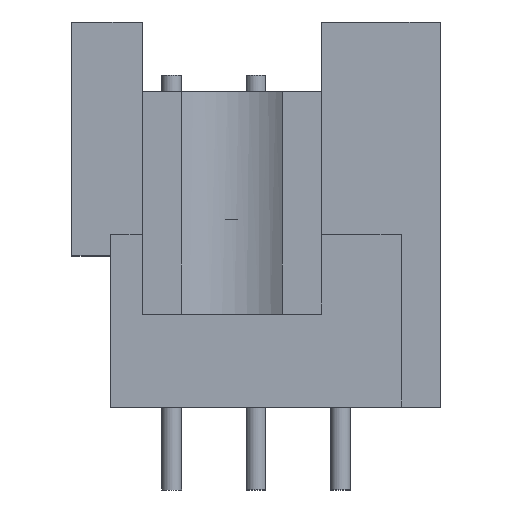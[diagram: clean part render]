
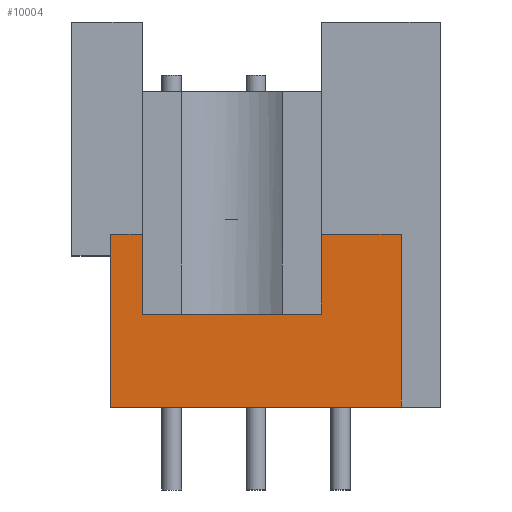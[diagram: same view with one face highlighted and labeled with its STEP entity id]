
A CAD part, front view. The second image highlights one B-rep face of the part: STEP entity #10004.
In plain terms, the highlighted free-form (B-spline) face has degree [1, 1] with [2, 2] control points.
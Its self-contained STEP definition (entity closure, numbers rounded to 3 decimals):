
#8806=CARTESIAN_POINT('',(6.915,-86.87,0.));
#8807=VERTEX_POINT('',#8806);
#8813=CARTESIAN_POINT('',(-1.835,-86.87,0.));
#8814=VERTEX_POINT('',#8813);
#8815=CARTESIAN_POINT('',(6.915,-86.87,0.));
#8816=CARTESIAN_POINT('',(-1.835,-86.87,0.));
#8817=B_SPLINE_CURVE_WITH_KNOTS('',1,(#8815,#8816),.UNSPECIFIED.,.F.,.U.,(2,2),(0.118,1.0),.UNSPECIFIED.);
#8818=EDGE_CURVE('',#8807,#8814,#8817,.T.);
#8853=CARTESIAN_POINT('',(-0.89,-86.87,2.8));
#8854=VERTEX_POINT('',#8853);
#8860=CARTESIAN_POINT('',(4.51,-86.87,2.8));
#8861=VERTEX_POINT('',#8860);
#8862=CARTESIAN_POINT('',(4.51,-86.87,2.8));
#8863=CARTESIAN_POINT('',(-0.89,-86.87,2.8));
#8864=QUASI_UNIFORM_CURVE('',1,(#8862,#8863),.UNSPECIFIED.,.F.,.U.);
#8865=EDGE_CURVE('',#8861,#8854,#8864,.T.);
#9201=CARTESIAN_POINT('',(-0.89,-86.87,5.2));
#9202=VERTEX_POINT('',#9201);
#9217=CARTESIAN_POINT('',(-1.835,-86.87,5.2));
#9218=VERTEX_POINT('',#9217);
#9224=CARTESIAN_POINT('',(-0.89,-86.87,5.2));
#9225=CARTESIAN_POINT('',(-1.835,-86.87,5.2));
#9226=B_SPLINE_CURVE_WITH_KNOTS('',1,(#9224,#9225),.UNSPECIFIED.,.F.,.U.,(2,2),(2.53,2.796),.UNSPECIFIED.);
#9227=EDGE_CURVE('',#9202,#9218,#9226,.T.);
#9817=CARTESIAN_POINT('',(-1.835,-86.87,0.));
#9818=CARTESIAN_POINT('',(-1.835,-86.87,5.2));
#9819=QUASI_UNIFORM_CURVE('',1,(#9817,#9818),.UNSPECIFIED.,.F.,.U.);
#9820=EDGE_CURVE('',#8814,#9218,#9819,.T.);
#9833=CARTESIAN_POINT('',(6.915,-86.87,5.2));
#9834=VERTEX_POINT('',#9833);
#9842=CARTESIAN_POINT('',(6.915,-86.87,0.));
#9843=CARTESIAN_POINT('',(6.915,-86.87,5.2));
#9844=B_SPLINE_CURVE_WITH_KNOTS('',1,(#9842,#9843),.UNSPECIFIED.,.F.,.U.,(2,2),(0.0,0.594),.UNSPECIFIED.);
#9845=EDGE_CURVE('',#8807,#9834,#9844,.T.);
#9975=CARTESIAN_POINT('',(-1.835,-86.87,0.));
#9976=CARTESIAN_POINT('',(6.915,-86.87,0.));
#9977=CARTESIAN_POINT('',(-1.835,-86.87,5.2));
#9978=CARTESIAN_POINT('',(6.915,-86.87,5.2));
#9979=B_SPLINE_SURFACE_WITH_KNOTS('',1,1,((#9975,#9977),(#9976,#9978)),.UNSPECIFIED.,.F.,.F.,.U.,(2,2),(2,2),(0.142,0.858),(0.045,0.453),.UNSPECIFIED.);
#9980=ORIENTED_EDGE('',*,*,#8865,.T.);
#9981=CARTESIAN_POINT('',(-0.89,-86.87,2.8));
#9982=CARTESIAN_POINT('',(-0.89,-86.87,5.2));
#9983=B_SPLINE_CURVE_WITH_KNOTS('',1,(#9981,#9982),.UNSPECIFIED.,.F.,.U.,(2,2),(0.0,0.593),.UNSPECIFIED.);
#9984=EDGE_CURVE('',#8854,#9202,#9983,.T.);
#9985=ORIENTED_EDGE('',*,*,#9984,.T.);
#9986=ORIENTED_EDGE('',*,*,#9227,.T.);
#9987=ORIENTED_EDGE('',*,*,#9820,.F.);
#9988=ORIENTED_EDGE('',*,*,#8818,.F.);
#9989=ORIENTED_EDGE('',*,*,#9845,.T.);
#9990=CARTESIAN_POINT('',(4.51,-86.87,5.2));
#9991=VERTEX_POINT('',#9990);
#9992=CARTESIAN_POINT('',(6.915,-86.87,5.2));
#9993=CARTESIAN_POINT('',(4.51,-86.87,5.2));
#9994=B_SPLINE_CURVE_WITH_KNOTS('',1,(#9992,#9993),.UNSPECIFIED.,.F.,.U.,(2,2),(0.331,1.008),.UNSPECIFIED.);
#9995=EDGE_CURVE('',#9834,#9991,#9994,.T.);
#9996=ORIENTED_EDGE('',*,*,#9995,.T.);
#9997=CARTESIAN_POINT('',(4.51,-86.87,5.2));
#9998=CARTESIAN_POINT('',(4.51,-86.87,2.8));
#9999=B_SPLINE_CURVE_WITH_KNOTS('',1,(#9997,#9998),.UNSPECIFIED.,.F.,.U.,(2,2),(0.0,0.444),.UNSPECIFIED.);
#10000=EDGE_CURVE('',#9991,#8861,#9999,.T.);
#10001=ORIENTED_EDGE('',*,*,#10000,.T.);
#10002=EDGE_LOOP('',(#9980,#9985,#9986,#9987,#9988,#9989,#9996,#10001));
#10003=FACE_OUTER_BOUND('',#10002,.T.);
#10004=ADVANCED_FACE('',(#10003),#9979,.T.);
